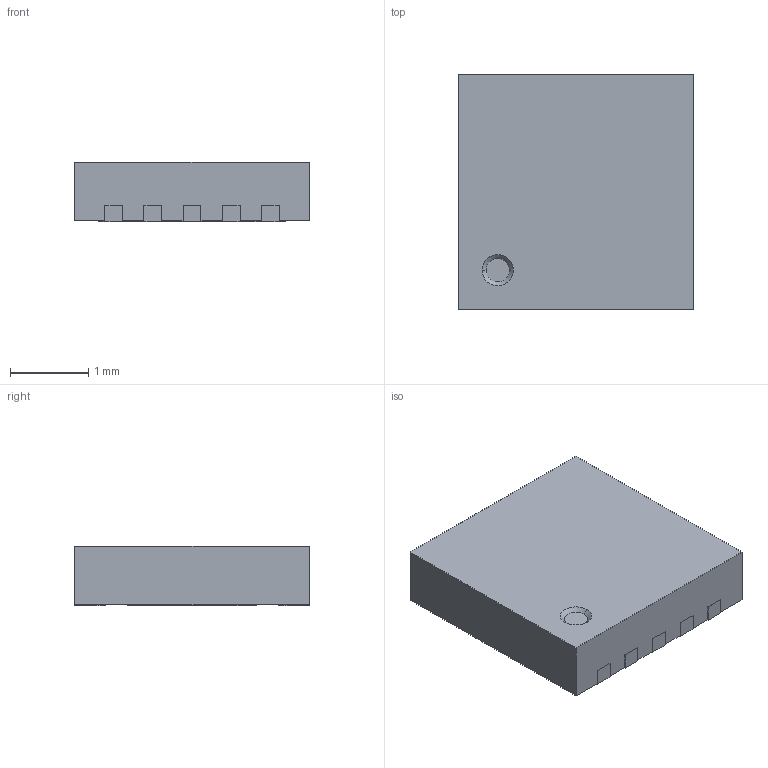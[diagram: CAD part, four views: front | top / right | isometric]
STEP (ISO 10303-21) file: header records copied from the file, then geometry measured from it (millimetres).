
FILE_DESCRIPTION (( 'STEP AP214' ), '1' );
FILE_NAME ('7FD69A2A-6BB2-4680-A97D-D2F84FB272AF.STEP', '2025-06-27T09:23:18', ( '' ), ( '' ), 'SwSTEP 2.0', 'SolidWorks 2022', '' );
FILE_SCHEMA (( 'AUTOMOTIVE_DESIGN' ));
Length unit declared in the file: millimetre
Products named in the file (1): 7FD69A2A-6BB2-4680-A97D-D2F84FB272AF
Bounding box: 3 x 3 x 0.76 mm (x, y, z)
Volume: 6.8 mm3; surface area: 27.2 mm2
Topology: 1 solids, 1 shells, 75 faces, 213 edges, 142 vertices
Faces by surface type: plane 63, cylinder 10, cone 2
Entity records: 3270 total; most frequent: CARTESIAN_POINT 431, ORIENTED_EDGE 426, DIRECTION 389, EDGE_CURVE 213, LINE 189, VECTOR 189, VERTEX_POINT 142, AXIS2_PLACEMENT_3D 100
